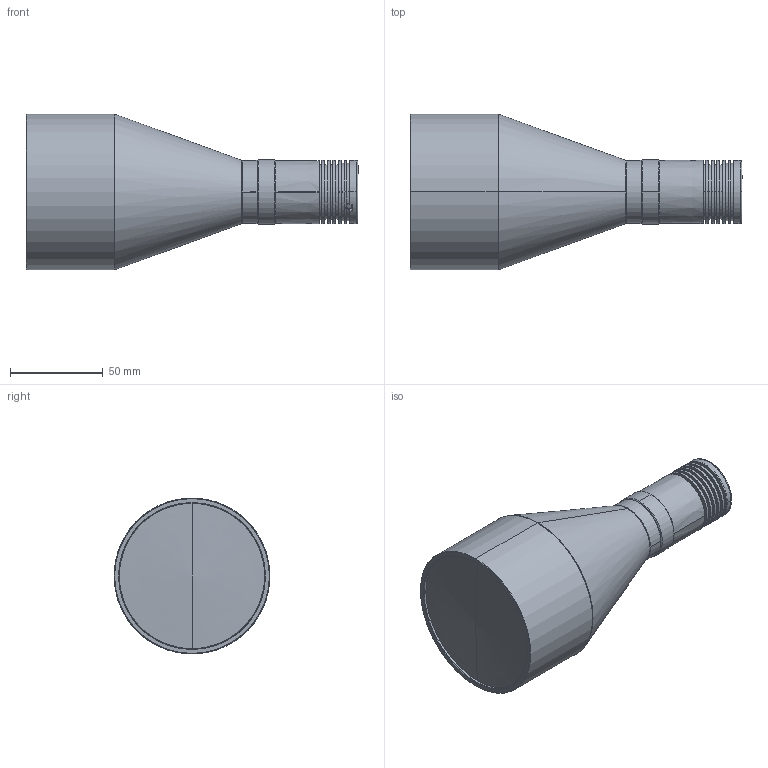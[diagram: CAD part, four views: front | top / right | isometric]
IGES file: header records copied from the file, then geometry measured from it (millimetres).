
Start section: SolidWorks IGES file using analytic representation for surfaces
Global section: file name: DTCL-64H.IGS,1; native system: 5HSolidWorks 2017; preprocessor: SolidWorks 2017; author: Coolens; date: 210529.163343; units: millimetre
Bounding box: 178.91 x 84 x 84 mm (x, y, z)
Surface area: 42528.8 mm2 (no closed solid volume)
Topology: 0 solids, 0 shells, 128 faces, 3429 edges, 3426 vertices
Faces by surface type: revolution 98, bspline 30
